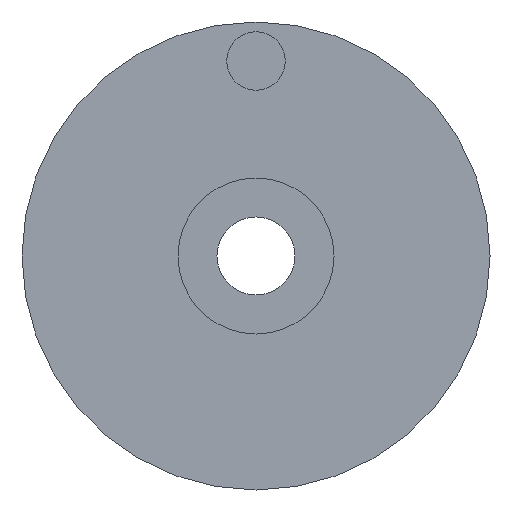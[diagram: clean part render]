
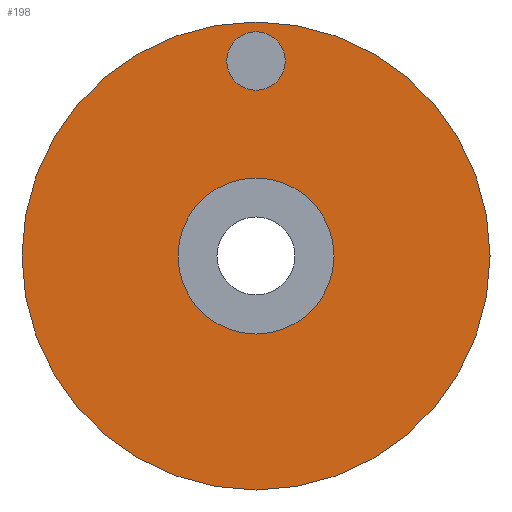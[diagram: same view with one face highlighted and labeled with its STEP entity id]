
A CAD part, front view. The second image highlights one B-rep face of the part: STEP entity #198.
In plain terms, the highlighted planar face has unit normal (0, -1, 0).
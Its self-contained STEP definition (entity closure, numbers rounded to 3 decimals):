
#3 = DIRECTION ( 'NONE',  ( 0., 0., 1. ) ) ;
#5 = DIRECTION ( 'NONE',  ( 0., 0., 1. ) ) ;
#21 = DIRECTION ( 'NONE',  ( 0., 0., -1. ) ) ;
#28 = VERTEX_POINT ( 'NONE', #446 ) ;
#51 = CARTESIAN_POINT ( 'NONE',  ( 0., 0., 0. ) ) ;
#72 = DIRECTION ( 'NONE',  ( 0., -1., 0. ) ) ;
#75 = CARTESIAN_POINT ( 'NONE',  ( 0., 0., -2. ) ) ;
#81 = DIRECTION ( 'NONE',  ( 0., 1., 0. ) ) ;
#85 = EDGE_CURVE ( 'NONE', #305, #28, #479, .T. ) ;
#100 = CARTESIAN_POINT ( 'NONE',  ( 0., 0., 0. ) ) ;
#110 = DIRECTION ( 'NONE',  ( 0., 0., -1. ) ) ;
#111 = VERTEX_POINT ( 'NONE', #201 ) ;
#115 = CIRCLE ( 'NONE', #324, 0.75 ) ;
#147 = DIRECTION ( 'NONE',  ( 0., 1., 0. ) ) ;
#153 = DIRECTION ( 'NONE',  ( 0., 1., 0. ) ) ;
#157 = PLANE ( 'NONE',  #470 ) ;
#197 = DIRECTION ( 'NONE',  ( 0., -1., 0. ) ) ;
#198 = ADVANCED_FACE ( 'NONE', ( #389, #441, #308 ), #157, .F. ) ;
#201 = CARTESIAN_POINT ( 'NONE',  ( 0., 0., 5.75 ) ) ;
#205 = DIRECTION ( 'NONE',  ( 0., -1., 0. ) ) ;
#213 = ORIENTED_EDGE ( 'NONE', *, *, #464, .F. ) ;
#214 = CARTESIAN_POINT ( 'NONE',  ( 0., 0., 5. ) ) ;
#230 = ORIENTED_EDGE ( 'NONE', *, *, #303, .F. ) ;
#231 = AXIS2_PLACEMENT_3D ( 'NONE', #516, #153, #3 ) ;
#235 = EDGE_CURVE ( 'NONE', #501, #111, #115, .T. ) ;
#260 = CARTESIAN_POINT ( 'NONE',  ( 0., 0., 6. ) ) ;
#268 = ORIENTED_EDGE ( 'NONE', *, *, #295, .F. ) ;
#288 = AXIS2_PLACEMENT_3D ( 'NONE', #51, #147, #5 ) ;
#293 = ORIENTED_EDGE ( 'NONE', *, *, #235, .F. ) ;
#295 = EDGE_CURVE ( 'NONE', #111, #501, #518, .T. ) ;
#297 = AXIS2_PLACEMENT_3D ( 'NONE', #100, #197, #110 ) ;
#299 = DIRECTION ( 'NONE',  ( 0., 0., -1. ) ) ;
#303 = EDGE_CURVE ( 'NONE', #28, #305, #539, .T. ) ;
#305 = VERTEX_POINT ( 'NONE', #75 ) ;
#308 = FACE_OUTER_BOUND ( 'NONE', #436, .T. ) ;
#324 = AXIS2_PLACEMENT_3D ( 'NONE', #536, #72, #299 ) ;
#326 = AXIS2_PLACEMENT_3D ( 'NONE', #533, #577, #21 ) ;
#343 = VERTEX_POINT ( 'NONE', #260 ) ;
#345 = AXIS2_PLACEMENT_3D ( 'NONE', #214, #205, #438 ) ;
#388 = EDGE_LOOP ( 'NONE', ( #293, #268 ) ) ;
#389 = FACE_BOUND ( 'NONE', #388, .T. ) ;
#392 = ORIENTED_EDGE ( 'NONE', *, *, #561, .F. ) ;
#436 = EDGE_LOOP ( 'NONE', ( #213, #392 ) ) ;
#438 = DIRECTION ( 'NONE',  ( 0., 0., -1. ) ) ;
#441 = FACE_BOUND ( 'NONE', #505, .T. ) ;
#443 = CARTESIAN_POINT ( 'NONE',  ( 0., 0., 0. ) ) ;
#446 = CARTESIAN_POINT ( 'NONE',  ( 0., 0., 2. ) ) ;
#454 = ORIENTED_EDGE ( 'NONE', *, *, #85, .F. ) ;
#458 = CIRCLE ( 'NONE', #231, 6. ) ;
#460 = VERTEX_POINT ( 'NONE', #468 ) ;
#464 = EDGE_CURVE ( 'NONE', #460, #343, #458, .T. ) ;
#468 = CARTESIAN_POINT ( 'NONE',  ( 0., 0., -6. ) ) ;
#470 = AXIS2_PLACEMENT_3D ( 'NONE', #443, #81, #572 ) ;
#472 = CIRCLE ( 'NONE', #288, 6. ) ;
#473 = CARTESIAN_POINT ( 'NONE',  ( 0., 0., 4.25 ) ) ;
#479 = CIRCLE ( 'NONE', #297, 2. ) ;
#501 = VERTEX_POINT ( 'NONE', #473 ) ;
#505 = EDGE_LOOP ( 'NONE', ( #454, #230 ) ) ;
#516 = CARTESIAN_POINT ( 'NONE',  ( 0., 0., 0. ) ) ;
#518 = CIRCLE ( 'NONE', #345, 0.75 ) ;
#533 = CARTESIAN_POINT ( 'NONE',  ( 0., 0., 0. ) ) ;
#536 = CARTESIAN_POINT ( 'NONE',  ( 0., 0., 5. ) ) ;
#539 = CIRCLE ( 'NONE', #326, 2. ) ;
#561 = EDGE_CURVE ( 'NONE', #343, #460, #472, .T. ) ;
#572 = DIRECTION ( 'NONE',  ( 0., 0., 1. ) ) ;
#577 = DIRECTION ( 'NONE',  ( 0., -1., 0. ) ) ;
